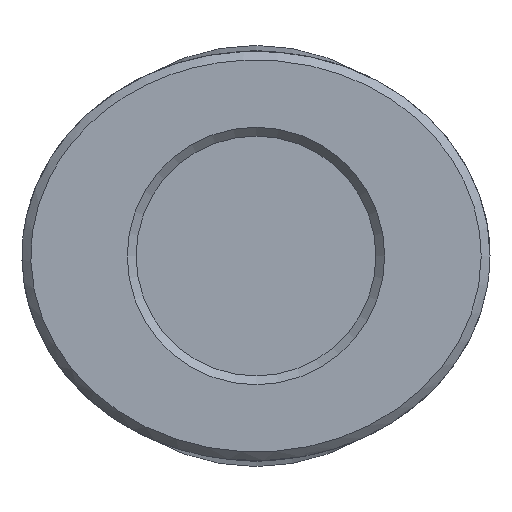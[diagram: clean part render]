
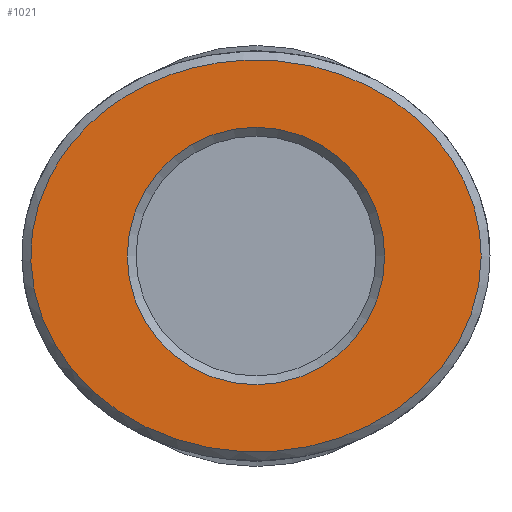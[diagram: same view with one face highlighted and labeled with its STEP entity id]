
A CAD part, left-side view. The second image highlights one B-rep face of the part: STEP entity #1021.
In plain terms, the highlighted face is planar.
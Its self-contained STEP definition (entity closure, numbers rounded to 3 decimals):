
#948=CARTESIAN_POINT('',(7.7,4.7,0.));
#949=VERTEX_POINT('',#948);
#979=CARTESIAN_POINT('',(7.7,4.7,0.));
#980=CARTESIAN_POINT('',(7.7,4.7,0.996));
#981=CARTESIAN_POINT('',(7.182,4.7,2.988));
#982=CARTESIAN_POINT('',(4.984,4.7,5.405));
#983=CARTESIAN_POINT('',(1.782,4.7,6.756));
#984=CARTESIAN_POINT('',(-1.783,4.7,6.756));
#985=CARTESIAN_POINT('',(-4.982,4.7,5.405));
#986=CARTESIAN_POINT('',(-7.431,4.7,2.719));
#987=CARTESIAN_POINT('',(-7.958,4.7,-0.364));
#988=CARTESIAN_POINT('',(-6.935,4.7,-3.256));
#989=CARTESIAN_POINT('',(-4.985,4.7,-5.405));
#990=CARTESIAN_POINT('',(-1.781,4.7,-6.756));
#991=CARTESIAN_POINT('',(1.781,4.7,-6.756));
#992=CARTESIAN_POINT('',(4.984,4.7,-5.405));
#993=CARTESIAN_POINT('',(7.182,4.7,-2.988));
#994=CARTESIAN_POINT('',(7.7,4.7,-0.996));
#995=CARTESIAN_POINT('',(7.7,4.7,0.));
#996=B_SPLINE_CURVE_WITH_KNOTS('',3,(#979,#980,#981,#982,#983,#984,#985,#986,#987,#988,#989,#990,#991,#992,#993,#994,#995),.UNSPECIFIED.,.T.,.U.,(4,1,1,1,1,1,1,1,1,1,1,1,1,1,4),(-3.142,-2.693,-2.244,-1.795,-1.346,-0.898,-0.449,0.15,0.449,0.898,1.346,1.795,2.244,2.693,3.142),.UNSPECIFIED.);
#997=EDGE_CURVE('',#949,#949,#996,.T.);
#1002=CARTESIAN_POINT('',(0.,4.7,0.));
#1003=DIRECTION('',(0.0,-1.0,0.0));
#1004=DIRECTION('',(0.0,0.0,-1.0));
#1005=AXIS2_PLACEMENT_3D('',#1002,#1003,#1004);
#1006=PLANE('',#1005);
#1007=ORIENTED_EDGE('',*,*,#997,.F.);
#1008=EDGE_LOOP('',(#1007));
#1009=FACE_OUTER_BOUND('',#1008,.T.);
#1010=CARTESIAN_POINT('',(4.4,4.7,0.));
#1011=VERTEX_POINT('',#1010);
#1012=CARTESIAN_POINT('',(0.,4.7,0.0));
#1013=DIRECTION('',(0.0,1.0,0.0));
#1014=DIRECTION('',(-1.0,0.0,0.0));
#1015=AXIS2_PLACEMENT_3D('',#1012,#1013,#1014);
#1016=CIRCLE('',#1015,4.4);
#1017=EDGE_CURVE('',#1011,#1011,#1016,.T.);
#1018=ORIENTED_EDGE('',*,*,#1017,.F.);
#1019=EDGE_LOOP('',(#1018));
#1020=FACE_BOUND('',#1019,.T.);
#1021=ADVANCED_FACE('',(#1009,#1020),#1006,.F.);
